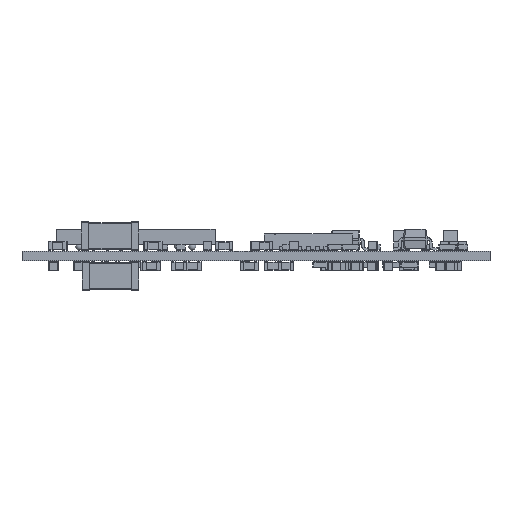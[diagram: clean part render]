
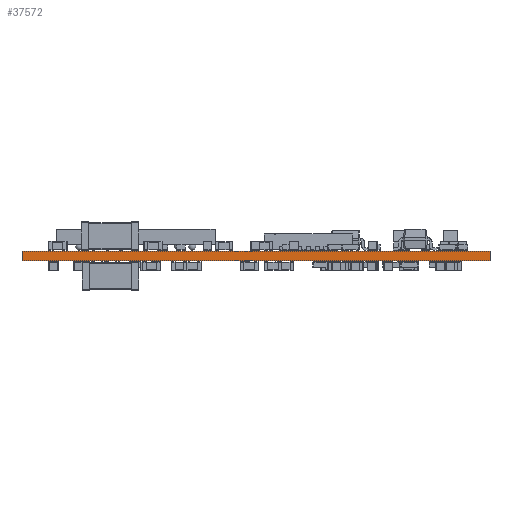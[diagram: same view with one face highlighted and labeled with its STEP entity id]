
A CAD part, front view. The second image highlights one B-rep face of the part: STEP entity #37572.
In plain terms, the highlighted planar face has unit normal (0, -1, 0).
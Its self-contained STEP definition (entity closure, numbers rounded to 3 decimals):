
#37572 = ADVANCED_FACE('',(#37573),#37587,.T.);
#37573 = FACE_BOUND('',#37574,.T.);
#37574 = EDGE_LOOP('',(#37575,#37610,#37638,#37666));
#37575 = ORIENTED_EDGE('',*,*,#37576,.T.);
#37576 = EDGE_CURVE('',#37577,#37579,#37581,.T.);
#37577 = VERTEX_POINT('',#37578);
#37578 = CARTESIAN_POINT('',(154.4,-136.79,0.));
#37579 = VERTEX_POINT('',#37580);
#37580 = CARTESIAN_POINT('',(154.4,-136.79,0.552));
#37581 = SURFACE_CURVE('',#37582,(#37586,#37598),.PCURVE_S1.);
#37582 = LINE('',#37583,#37584);
#37583 = CARTESIAN_POINT('',(154.4,-136.79,0.));
#37584 = VECTOR('',#37585,1.);
#37585 = DIRECTION('',(0.,0.,1.));
#37586 = PCURVE('',#37587,#37592);
#37587 = PLANE('',#37588);
#37588 = AXIS2_PLACEMENT_3D('',#37589,#37590,#37591);
#37589 = CARTESIAN_POINT('',(154.4,-136.79,0.));
#37590 = DIRECTION('',(0.,-1.,0.));
#37591 = DIRECTION('',(-1.,0.,0.));
#37592 = DEFINITIONAL_REPRESENTATION('',(#37593),#37597);
#37593 = LINE('',#37594,#37595);
#37594 = CARTESIAN_POINT('',(0.,-0.));
#37595 = VECTOR('',#37596,1.);
#37596 = DIRECTION('',(0.,-1.));
#37597 = ( GEOMETRIC_REPRESENTATION_CONTEXT(2) 
PARAMETRIC_REPRESENTATION_CONTEXT() REPRESENTATION_CONTEXT('2D SPACE',''
  ) );
#37598 = PCURVE('',#37599,#37604);
#37599 = PLANE('',#37600);
#37600 = AXIS2_PLACEMENT_3D('',#37601,#37602,#37603);
#37601 = CARTESIAN_POINT('',(154.4,-49.85,0.));
#37602 = DIRECTION('',(1.,0.,-0.));
#37603 = DIRECTION('',(0.,-1.,0.));
#37604 = DEFINITIONAL_REPRESENTATION('',(#37605),#37609);
#37605 = LINE('',#37606,#37607);
#37606 = CARTESIAN_POINT('',(86.94,0.));
#37607 = VECTOR('',#37608,1.);
#37608 = DIRECTION('',(0.,-1.));
#37609 = ( GEOMETRIC_REPRESENTATION_CONTEXT(2) 
PARAMETRIC_REPRESENTATION_CONTEXT() REPRESENTATION_CONTEXT('2D SPACE',''
  ) );
#37610 = ORIENTED_EDGE('',*,*,#37611,.T.);
#37611 = EDGE_CURVE('',#37579,#37612,#37614,.T.);
#37612 = VERTEX_POINT('',#37613);
#37613 = CARTESIAN_POINT('',(127.9,-136.79,0.552));
#37614 = SURFACE_CURVE('',#37615,(#37619,#37626),.PCURVE_S1.);
#37615 = LINE('',#37616,#37617);
#37616 = CARTESIAN_POINT('',(154.4,-136.79,0.552));
#37617 = VECTOR('',#37618,1.);
#37618 = DIRECTION('',(-1.,0.,0.));
#37619 = PCURVE('',#37587,#37620);
#37620 = DEFINITIONAL_REPRESENTATION('',(#37621),#37625);
#37621 = LINE('',#37622,#37623);
#37622 = CARTESIAN_POINT('',(0.,-0.552));
#37623 = VECTOR('',#37624,1.);
#37624 = DIRECTION('',(1.,0.));
#37625 = ( GEOMETRIC_REPRESENTATION_CONTEXT(2) 
PARAMETRIC_REPRESENTATION_CONTEXT() REPRESENTATION_CONTEXT('2D SPACE',''
  ) );
#37626 = PCURVE('',#37627,#37632);
#37627 = PLANE('',#37628);
#37628 = AXIS2_PLACEMENT_3D('',#37629,#37630,#37631);
#37629 = CARTESIAN_POINT('',(141.15,-93.32,0.552));
#37630 = DIRECTION('',(-0.,-0.,-1.));
#37631 = DIRECTION('',(-1.,0.,0.));
#37632 = DEFINITIONAL_REPRESENTATION('',(#37633),#37637);
#37633 = LINE('',#37634,#37635);
#37634 = CARTESIAN_POINT('',(-13.25,-43.47));
#37635 = VECTOR('',#37636,1.);
#37636 = DIRECTION('',(1.,0.));
#37637 = ( GEOMETRIC_REPRESENTATION_CONTEXT(2) 
PARAMETRIC_REPRESENTATION_CONTEXT() REPRESENTATION_CONTEXT('2D SPACE',''
  ) );
#37638 = ORIENTED_EDGE('',*,*,#37639,.F.);
#37639 = EDGE_CURVE('',#37640,#37612,#37642,.T.);
#37640 = VERTEX_POINT('',#37641);
#37641 = CARTESIAN_POINT('',(127.9,-136.79,0.));
#37642 = SURFACE_CURVE('',#37643,(#37647,#37654),.PCURVE_S1.);
#37643 = LINE('',#37644,#37645);
#37644 = CARTESIAN_POINT('',(127.9,-136.79,0.));
#37645 = VECTOR('',#37646,1.);
#37646 = DIRECTION('',(0.,0.,1.));
#37647 = PCURVE('',#37587,#37648);
#37648 = DEFINITIONAL_REPRESENTATION('',(#37649),#37653);
#37649 = LINE('',#37650,#37651);
#37650 = CARTESIAN_POINT('',(26.5,0.));
#37651 = VECTOR('',#37652,1.);
#37652 = DIRECTION('',(0.,-1.));
#37653 = ( GEOMETRIC_REPRESENTATION_CONTEXT(2) 
PARAMETRIC_REPRESENTATION_CONTEXT() REPRESENTATION_CONTEXT('2D SPACE',''
  ) );
#37654 = PCURVE('',#37655,#37660);
#37655 = PLANE('',#37656);
#37656 = AXIS2_PLACEMENT_3D('',#37657,#37658,#37659);
#37657 = CARTESIAN_POINT('',(127.9,-136.79,0.));
#37658 = DIRECTION('',(-1.,0.,0.));
#37659 = DIRECTION('',(0.,1.,0.));
#37660 = DEFINITIONAL_REPRESENTATION('',(#37661),#37665);
#37661 = LINE('',#37662,#37663);
#37662 = CARTESIAN_POINT('',(0.,0.));
#37663 = VECTOR('',#37664,1.);
#37664 = DIRECTION('',(0.,-1.));
#37665 = ( GEOMETRIC_REPRESENTATION_CONTEXT(2) 
PARAMETRIC_REPRESENTATION_CONTEXT() REPRESENTATION_CONTEXT('2D SPACE',''
  ) );
#37666 = ORIENTED_EDGE('',*,*,#37667,.F.);
#37667 = EDGE_CURVE('',#37577,#37640,#37668,.T.);
#37668 = SURFACE_CURVE('',#37669,(#37673,#37680),.PCURVE_S1.);
#37669 = LINE('',#37670,#37671);
#37670 = CARTESIAN_POINT('',(154.4,-136.79,0.));
#37671 = VECTOR('',#37672,1.);
#37672 = DIRECTION('',(-1.,0.,0.));
#37673 = PCURVE('',#37587,#37674);
#37674 = DEFINITIONAL_REPRESENTATION('',(#37675),#37679);
#37675 = LINE('',#37676,#37677);
#37676 = CARTESIAN_POINT('',(0.,-0.));
#37677 = VECTOR('',#37678,1.);
#37678 = DIRECTION('',(1.,0.));
#37679 = ( GEOMETRIC_REPRESENTATION_CONTEXT(2) 
PARAMETRIC_REPRESENTATION_CONTEXT() REPRESENTATION_CONTEXT('2D SPACE',''
  ) );
#37680 = PCURVE('',#37681,#37686);
#37681 = PLANE('',#37682);
#37682 = AXIS2_PLACEMENT_3D('',#37683,#37684,#37685);
#37683 = CARTESIAN_POINT('',(141.15,-93.32,0.));
#37684 = DIRECTION('',(-0.,-0.,-1.));
#37685 = DIRECTION('',(-1.,0.,0.));
#37686 = DEFINITIONAL_REPRESENTATION('',(#37687),#37691);
#37687 = LINE('',#37688,#37689);
#37688 = CARTESIAN_POINT('',(-13.25,-43.47));
#37689 = VECTOR('',#37690,1.);
#37690 = DIRECTION('',(1.,0.));
#37691 = ( GEOMETRIC_REPRESENTATION_CONTEXT(2) 
PARAMETRIC_REPRESENTATION_CONTEXT() REPRESENTATION_CONTEXT('2D SPACE',''
  ) );
